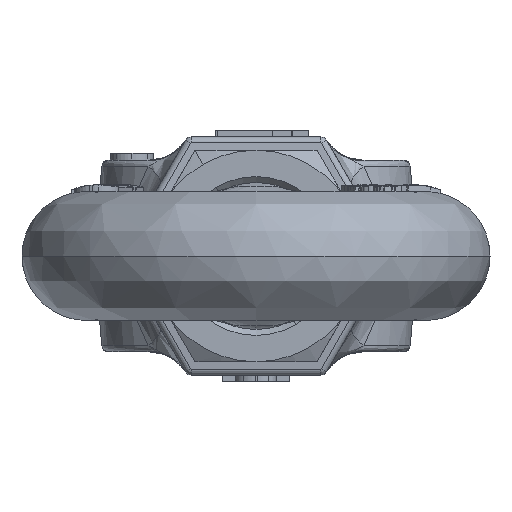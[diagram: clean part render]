
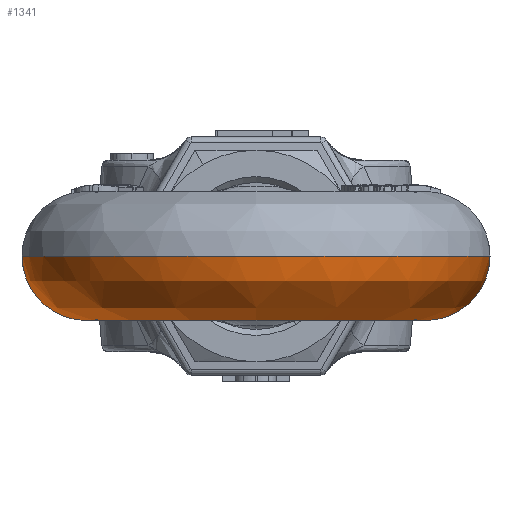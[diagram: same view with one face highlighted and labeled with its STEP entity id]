
A CAD part, left-side view. The second image highlights one B-rep face of the part: STEP entity #1341.
In plain terms, the highlighted free-form (B-spline) face has degree [3, 3] with [4, 7] control points.
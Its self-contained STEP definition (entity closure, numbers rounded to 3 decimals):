
#1341=ADVANCED_FACE('NONE',(#2989),#2990,.T.);
#2989=FACE_OUTER_BOUND('',#8537,.T.);
#2990=(B_SPLINE_SURFACE(3,3,((#8539,#8540,#8541,#8542,#8543,#8544,#8545),(#8546,#8547,#8548,#8549,#8550,#8551,#8552),(#8553,#8554,#8555,#8556,#8557,#8558,#8559),(#8560,#8561,#8562,#8563,#8564,#8565,#8566)),.UNSPECIFIED.,.F.,.F.,.F.)B_SPLINE_SURFACE_WITH_KNOTS((4,4),(4,3,4),(0.0,1.0),(0.0,0.5,1.0),.UNSPECIFIED.)RATIONAL_B_SPLINE_SURFACE(((1.0,0.783,0.783,1.0,0.783,0.783,1.0),(0.333,0.261,0.261,0.333,0.261,0.261,0.333),(0.333,0.261,0.261,0.333,0.261,0.261,0.333),(1.0,0.783,0.783,1.0,0.783,0.783,1.0)))BOUNDED_SURFACE()REPRESENTATION_ITEM('')GEOMETRIC_REPRESENTATION_ITEM()SURFACE());
#8537=EDGE_LOOP('',(#15280,#15281,#15282,#15283));
#8539=CARTESIAN_POINT('',(-198.081,35.355,0.));
#8540=CARTESIAN_POINT('',(-220.307,37.368,0.));
#8541=CARTESIAN_POINT('',(-236.783,22.316,0.));
#8542=CARTESIAN_POINT('',(-236.783,0.,0.));
#8543=CARTESIAN_POINT('',(-236.783,-22.316,0.));
#8544=CARTESIAN_POINT('',(-220.307,-37.368,0.));
#8545=CARTESIAN_POINT('',(-198.081,-35.355,0.));
#8546=CARTESIAN_POINT('',(-198.081,35.355,-19.5));
#8547=CARTESIAN_POINT('',(-220.307,37.368,-19.5));
#8548=CARTESIAN_POINT('',(-236.783,22.316,-19.5));
#8549=CARTESIAN_POINT('',(-236.783,0.,-19.5));
#8550=CARTESIAN_POINT('',(-236.783,-22.316,-19.5));
#8551=CARTESIAN_POINT('',(-220.307,-37.368,-19.5));
#8552=CARTESIAN_POINT('',(-198.081,-35.355,-19.5));
#8553=CARTESIAN_POINT('',(-199.84,15.935,-19.5));
#8554=CARTESIAN_POINT('',(-209.857,16.842,-19.5));
#8555=CARTESIAN_POINT('',(-217.283,10.058,-19.5));
#8556=CARTESIAN_POINT('',(-217.283,0.,-19.5));
#8557=CARTESIAN_POINT('',(-217.283,-10.058,-19.5));
#8558=CARTESIAN_POINT('',(-209.857,-16.842,-19.5));
#8559=CARTESIAN_POINT('',(-199.84,-15.935,-19.5));
#8560=CARTESIAN_POINT('',(-199.84,15.935,0.));
#8561=CARTESIAN_POINT('',(-209.857,16.842,0.));
#8562=CARTESIAN_POINT('',(-217.283,10.058,0.));
#8563=CARTESIAN_POINT('',(-217.283,0.,0.));
#8564=CARTESIAN_POINT('',(-217.283,-10.058,0.));
#8565=CARTESIAN_POINT('',(-209.857,-16.842,0.));
#8566=CARTESIAN_POINT('',(-199.84,-15.935,0.));
#15280=ORIENTED_EDGE('',*,*,#19160,.F.);
#15281=ORIENTED_EDGE('',*,*,#19161,.T.);
#15282=ORIENTED_EDGE('',*,*,#19162,.F.);
#15283=ORIENTED_EDGE('',*,*,#19163,.F.);
#19160=EDGE_CURVE('NONE',#21915,#21914,#22001,.T.);
#19161=EDGE_CURVE('NONE',#21915,#21768,#22002,.T.);
#19162=EDGE_CURVE('NONE',#21770,#21768,#22003,.T.);
#19163=EDGE_CURVE('NONE',#21914,#21770,#22004,.T.);
#21768=VERTEX_POINT('NONE',#29024);
#21770=VERTEX_POINT('NONE',#29026);
#21914=VERTEX_POINT('NONE',#29670);
#21915=VERTEX_POINT('NONE',#29671);
#22001=CIRCLE('',#29996,9.75);
#22002=CIRCLE('',#29997,16.0);
#22003=CIRCLE('',#29998,9.75);
#22004=CIRCLE('',#29999,35.5);
#29024=CARTESIAN_POINT('',(-199.84,-15.935,0.));
#29026=CARTESIAN_POINT('',(-198.081,-35.355,0.));
#29670=CARTESIAN_POINT('',(-198.081,35.355,0.));
#29671=CARTESIAN_POINT('',(-199.84,15.935,0.));
#29996=AXIS2_PLACEMENT_3D('',#36260,#36261,#36262);
#29997=AXIS2_PLACEMENT_3D('',#36263,#36264,#36265);
#29998=AXIS2_PLACEMENT_3D('',#36266,#36267,#36268);
#29999=AXIS2_PLACEMENT_3D('',#36269,#36270,#36271);
#36260=CARTESIAN_POINT('',(-198.96,25.645,0.0));
#36261=DIRECTION('',(0.996,-0.09,0.));
#36262=DIRECTION('',(0.09,0.996,0.));
#36263=CARTESIAN_POINT('',(-201.283,0.,0.));
#36264=DIRECTION('',(0.,0.,1.0));
#36265=DIRECTION('',(1.0,0.,0.));
#36266=CARTESIAN_POINT('',(-198.96,-25.645,0.));
#36267=DIRECTION('',(0.996,0.09,0.));
#36268=DIRECTION('',(0.09,-0.996,0.0));
#36269=CARTESIAN_POINT('',(-201.283,0.,0.));
#36270=DIRECTION('',(0.,0.,1.0));
#36271=DIRECTION('',(1.0,0.,0.));
